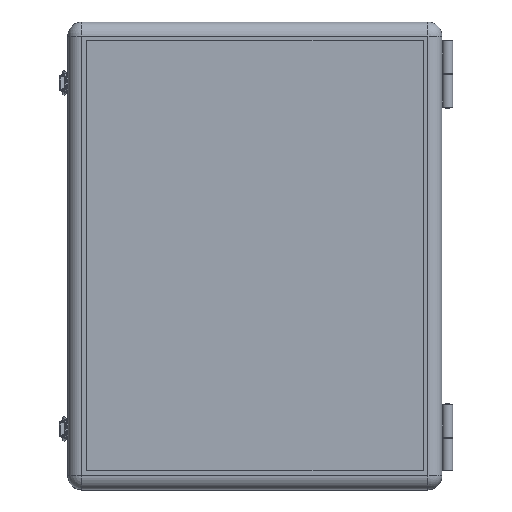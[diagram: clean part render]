
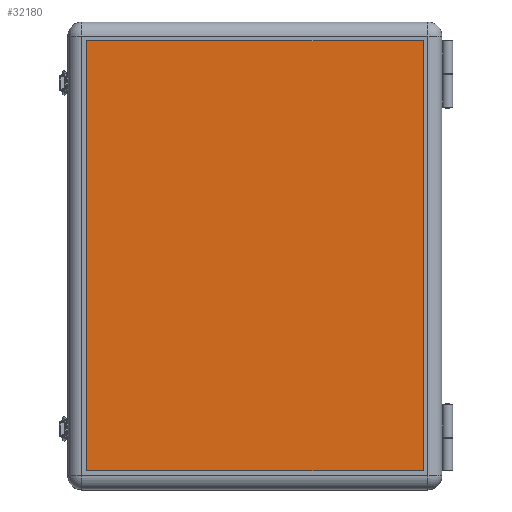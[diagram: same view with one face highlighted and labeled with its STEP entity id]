
A CAD part, top view. The second image highlights one B-rep face of the part: STEP entity #32180.
In plain terms, the highlighted face is planar.
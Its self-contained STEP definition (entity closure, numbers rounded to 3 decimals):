
#281 = VECTOR ( 'NONE', #1235, 1000. ) ;
#286 = VECTOR ( 'NONE', #1246, 1000. ) ;
#288 = VECTOR ( 'NONE', #1252, 1000. ) ;
#291 = VECTOR ( 'NONE', #1262, 1000. ) ;
#1223 = LINE ( 'NONE', #1233, #281 ) ;
#1233 = CARTESIAN_POINT ( 'NONE',  ( -183.5, -230., 0. ) ) ;
#1235 = DIRECTION ( 'NONE',  ( 1., 0., 0. ) ) ;
#1244 = LINE ( 'NONE', #1245, #286 ) ;
#1245 = CARTESIAN_POINT ( 'NONE',  ( -180., -233.5, 0. ) ) ;
#1246 = DIRECTION ( 'NONE',  ( 0., -1., 0. ) ) ;
#1250 = LINE ( 'NONE', #1251, #288 ) ;
#1251 = CARTESIAN_POINT ( 'NONE',  ( 180., -233.5, 0. ) ) ;
#1252 = DIRECTION ( 'NONE',  ( 0., 1., 0. ) ) ;
#1259 = LINE ( 'NONE', #1261, #291 ) ;
#1261 = CARTESIAN_POINT ( 'NONE',  ( -183.5, 230., 0. ) ) ;
#1262 = DIRECTION ( 'NONE',  ( -1., 0., 0. ) ) ;
#2307 = CARTESIAN_POINT ( 'NONE',  ( -183.5, -233.5, 0. ) ) ;
#2315 = FACE_OUTER_BOUND ( 'NONE', #32679, .T. ) ;
#2316 = PLANE ( 'NONE',  #2786 ) ;
#2318 = DIRECTION ( 'NONE',  ( 0., 0., 1. ) ) ;
#2319 = DIRECTION ( 'NONE',  ( 1., 0., 0. ) ) ;
#2786 = AXIS2_PLACEMENT_3D ( 'NONE', #2307, #2318, #2319 ) ;
#31836 = EDGE_CURVE ( 'NONE', #69404, #69409, #1223, .T. ) ;
#31840 = EDGE_CURVE ( 'NONE', #69503, #69404, #1244, .T. ) ;
#31842 = EDGE_CURVE ( 'NONE', #69409, #69241, #1250, .T. ) ;
#31845 = EDGE_CURVE ( 'NONE', #69241, #69503, #1259, .T. ) ;
#32180 = ADVANCED_FACE ( 'NONE', ( #2315 ), #2316, .F. ) ;
#32679 = EDGE_LOOP ( 'NONE', ( #44195, #44197, #44199, #44201 ) ) ;
#35305 = CARTESIAN_POINT ( 'NONE',  ( 180., 230., 0. ) ) ;
#35419 = CARTESIAN_POINT ( 'NONE',  ( 180., -230., 0. ) ) ;
#35429 = CARTESIAN_POINT ( 'NONE',  ( -180., -230., 0. ) ) ;
#35483 = CARTESIAN_POINT ( 'NONE',  ( -180., 230., 0. ) ) ;
#44195 = ORIENTED_EDGE ( 'NONE', *, *, #31836, .F. ) ;
#44197 = ORIENTED_EDGE ( 'NONE', *, *, #31840, .F. ) ;
#44199 = ORIENTED_EDGE ( 'NONE', *, *, #31845, .F. ) ;
#44201 = ORIENTED_EDGE ( 'NONE', *, *, #31842, .F. ) ;
#69241 = VERTEX_POINT ( 'NONE', #35305 ) ;
#69404 = VERTEX_POINT ( 'NONE', #35429 ) ;
#69409 = VERTEX_POINT ( 'NONE', #35419 ) ;
#69503 = VERTEX_POINT ( 'NONE', #35483 ) ;
